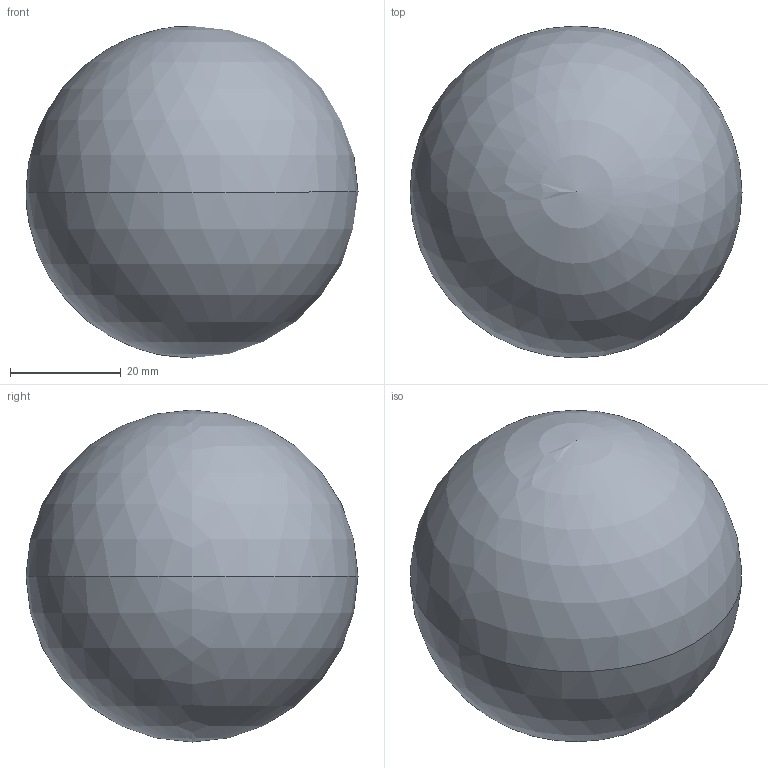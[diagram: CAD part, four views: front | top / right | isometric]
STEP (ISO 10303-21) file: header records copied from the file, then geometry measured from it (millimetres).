
FILE_DESCRIPTION (( 'STEP AP203' ), '1' );
FILE_NAME ('060-EHK.step', '2019-09-23T08:29:54', ( '' ), ( '' ), 'SwSTEP 2.0', 'SolidWorks 2015', '' );
FILE_SCHEMA (( 'CONFIG_CONTROL_DESIGN' ));
Length unit declared in the file: millimetre
Products named in the file (1): 060-EHK
Bounding box: 60 x 60 x 60 mm (x, y, z)
Volume: 21144.5 mm3; surface area: 21170.5 mm2
Topology: 1 solids, 2 shells, 198 faces, 539 edges, 360 vertices
Faces by surface type: plane 96, bspline 75, sphere 27
Entity records: 9540 total; most frequent: CARTESIAN_POINT 4831, ORIENTED_EDGE 1058, DIRECTION 827, EDGE_CURVE 529, VERTEX_POINT 354, AXIS2_PLACEMENT_3D 328, EDGE_LOOP 217, CIRCLE 204
